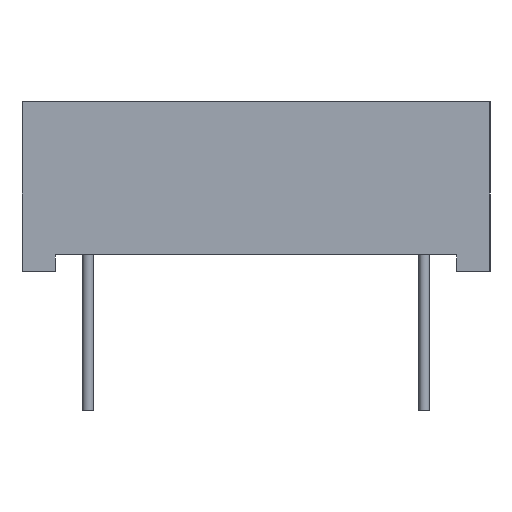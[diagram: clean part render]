
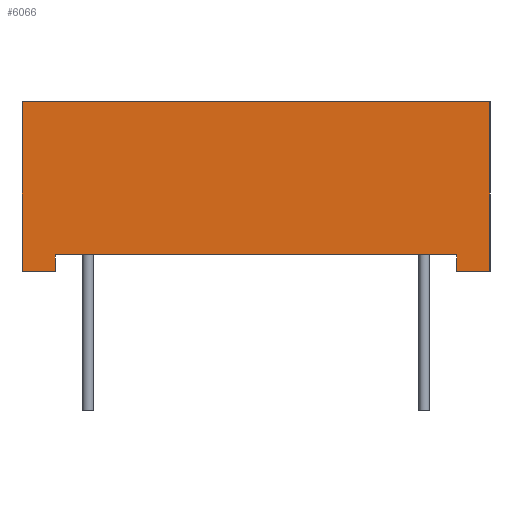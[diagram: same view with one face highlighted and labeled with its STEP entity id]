
A CAD part, left-side view. The second image highlights one B-rep face of the part: STEP entity #6066.
In plain terms, the highlighted planar face has unit normal (-1, 0, 0).
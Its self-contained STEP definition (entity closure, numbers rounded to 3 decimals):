
#44 = VERTEX_POINT('',#45);
#45 = CARTESIAN_POINT('',(-6.25,10.6,0.));
#54 = PLANE('',#55);
#55 = AXIS2_PLACEMENT_3D('',#56,#57,#58);
#56 = CARTESIAN_POINT('',(-6.25,10.6,0.));
#57 = DIRECTION('',(0.,1.,0.));
#58 = DIRECTION('',(1.,0.,0.));
#66 = PLANE('',#67);
#67 = AXIS2_PLACEMENT_3D('',#68,#69,#70);
#68 = CARTESIAN_POINT('',(6.35,0.,0.));
#69 = DIRECTION('',(0.,0.,1.));
#70 = DIRECTION('',(1.,0.,0.));
#78 = EDGE_CURVE('',#44,#79,#81,.T.);
#79 = VERTEX_POINT('',#80);
#80 = CARTESIAN_POINT('',(-6.25,10.6,7.7));
#81 = SURFACE_CURVE('',#82,(#86,#93),.PCURVE_S1.);
#82 = LINE('',#83,#84);
#83 = CARTESIAN_POINT('',(-6.25,10.6,0.));
#84 = VECTOR('',#85,1.);
#85 = DIRECTION('',(0.,0.,1.));
#86 = PCURVE('',#54,#87);
#87 = DEFINITIONAL_REPRESENTATION('',(#88),#92);
#88 = LINE('',#89,#90);
#89 = CARTESIAN_POINT('',(0.,0.));
#90 = VECTOR('',#91,1.);
#91 = DIRECTION('',(0.,-1.));
#92 = ( GEOMETRIC_REPRESENTATION_CONTEXT(2) 
PARAMETRIC_REPRESENTATION_CONTEXT() REPRESENTATION_CONTEXT('2D SPACE',''
  ) );
#93 = PCURVE('',#94,#99);
#94 = PLANE('',#95);
#95 = AXIS2_PLACEMENT_3D('',#96,#97,#98);
#96 = CARTESIAN_POINT('',(-6.25,-10.6,0.));
#97 = DIRECTION('',(-1.,0.,0.));
#98 = DIRECTION('',(0.,1.,0.));
#99 = DEFINITIONAL_REPRESENTATION('',(#100),#104);
#100 = LINE('',#101,#102);
#101 = CARTESIAN_POINT('',(21.2,0.));
#102 = VECTOR('',#103,1.);
#103 = DIRECTION('',(0.,-1.));
#104 = ( GEOMETRIC_REPRESENTATION_CONTEXT(2) 
PARAMETRIC_REPRESENTATION_CONTEXT() REPRESENTATION_CONTEXT('2D SPACE',''
  ) );
#122 = PLANE('',#123);
#123 = AXIS2_PLACEMENT_3D('',#124,#125,#126);
#124 = CARTESIAN_POINT('',(6.35,0.,7.7));
#125 = DIRECTION('',(0.,0.,1.));
#126 = DIRECTION('',(1.,0.,0.));
#234 = PLANE('',#235);
#235 = AXIS2_PLACEMENT_3D('',#236,#237,#238);
#236 = CARTESIAN_POINT('',(6.35,0.,0.75));
#237 = DIRECTION('',(0.,0.,1.));
#238 = DIRECTION('',(1.,0.,0.));
#276 = EDGE_CURVE('',#277,#44,#279,.T.);
#277 = VERTEX_POINT('',#278);
#278 = CARTESIAN_POINT('',(-6.25,9.1,0.));
#279 = SURFACE_CURVE('',#280,(#284,#291),.PCURVE_S1.);
#280 = LINE('',#281,#282);
#281 = CARTESIAN_POINT('',(-6.25,-10.6,0.));
#282 = VECTOR('',#283,1.);
#283 = DIRECTION('',(0.,1.,0.));
#284 = PCURVE('',#66,#285);
#285 = DEFINITIONAL_REPRESENTATION('',(#286),#290);
#286 = LINE('',#287,#288);
#287 = CARTESIAN_POINT('',(-12.6,-10.6));
#288 = VECTOR('',#289,1.);
#289 = DIRECTION('',(0.,1.));
#290 = ( GEOMETRIC_REPRESENTATION_CONTEXT(2) 
PARAMETRIC_REPRESENTATION_CONTEXT() REPRESENTATION_CONTEXT('2D SPACE',''
  ) );
#291 = PCURVE('',#94,#292);
#292 = DEFINITIONAL_REPRESENTATION('',(#293),#297);
#293 = LINE('',#294,#295);
#294 = CARTESIAN_POINT('',(0.,0.));
#295 = VECTOR('',#296,1.);
#296 = DIRECTION('',(1.,0.));
#297 = ( GEOMETRIC_REPRESENTATION_CONTEXT(2) 
PARAMETRIC_REPRESENTATION_CONTEXT() REPRESENTATION_CONTEXT('2D SPACE',''
  ) );
#315 = PLANE('',#316);
#316 = AXIS2_PLACEMENT_3D('',#317,#318,#319);
#317 = CARTESIAN_POINT('',(-5.75,9.1,0.));
#318 = DIRECTION('',(0.,-1.,0.));
#319 = DIRECTION('',(-1.,0.,0.));
#530 = PLANE('',#531);
#531 = AXIS2_PLACEMENT_3D('',#532,#533,#534);
#532 = CARTESIAN_POINT('',(18.95,-10.6,0.));
#533 = DIRECTION('',(0.,-1.,0.));
#534 = DIRECTION('',(-1.,0.,0.));
#831 = VERTEX_POINT('',#832);
#832 = CARTESIAN_POINT('',(-6.25,9.1,0.75));
#853 = EDGE_CURVE('',#831,#854,#856,.T.);
#854 = VERTEX_POINT('',#855);
#855 = CARTESIAN_POINT('',(-6.25,-9.1,0.75));
#856 = SURFACE_CURVE('',#857,(#861,#868),.PCURVE_S1.);
#857 = LINE('',#858,#859);
#858 = CARTESIAN_POINT('',(-6.25,9.1,0.75));
#859 = VECTOR('',#860,1.);
#860 = DIRECTION('',(0.,-1.,0.));
#861 = PCURVE('',#234,#862);
#862 = DEFINITIONAL_REPRESENTATION('',(#863),#867);
#863 = LINE('',#864,#865);
#864 = CARTESIAN_POINT('',(-12.6,9.1));
#865 = VECTOR('',#866,1.);
#866 = DIRECTION('',(0.,-1.));
#867 = ( GEOMETRIC_REPRESENTATION_CONTEXT(2) 
PARAMETRIC_REPRESENTATION_CONTEXT() REPRESENTATION_CONTEXT('2D SPACE',''
  ) );
#868 = PCURVE('',#94,#869);
#869 = DEFINITIONAL_REPRESENTATION('',(#870),#874);
#870 = LINE('',#871,#872);
#871 = CARTESIAN_POINT('',(19.7,-0.75));
#872 = VECTOR('',#873,1.);
#873 = DIRECTION('',(-1.,0.));
#874 = ( GEOMETRIC_REPRESENTATION_CONTEXT(2) 
PARAMETRIC_REPRESENTATION_CONTEXT() REPRESENTATION_CONTEXT('2D SPACE',''
  ) );
#892 = PLANE('',#893);
#893 = AXIS2_PLACEMENT_3D('',#894,#895,#896);
#894 = CARTESIAN_POINT('',(-6.25,-9.1,0.));
#895 = DIRECTION('',(0.,1.,0.));
#896 = DIRECTION('',(1.,0.,0.));
#1200 = EDGE_CURVE('',#1201,#79,#1203,.T.);
#1201 = VERTEX_POINT('',#1202);
#1202 = CARTESIAN_POINT('',(-6.25,-10.6,7.7));
#1203 = SURFACE_CURVE('',#1204,(#1208,#1215),.PCURVE_S1.);
#1204 = LINE('',#1205,#1206);
#1205 = CARTESIAN_POINT('',(-6.25,-10.6,7.7));
#1206 = VECTOR('',#1207,1.);
#1207 = DIRECTION('',(0.,1.,0.));
#1208 = PCURVE('',#122,#1209);
#1209 = DEFINITIONAL_REPRESENTATION('',(#1210),#1214);
#1210 = LINE('',#1211,#1212);
#1211 = CARTESIAN_POINT('',(-12.6,-10.6));
#1212 = VECTOR('',#1213,1.);
#1213 = DIRECTION('',(0.,1.));
#1214 = ( GEOMETRIC_REPRESENTATION_CONTEXT(2) 
PARAMETRIC_REPRESENTATION_CONTEXT() REPRESENTATION_CONTEXT('2D SPACE',''
  ) );
#1215 = PCURVE('',#94,#1216);
#1216 = DEFINITIONAL_REPRESENTATION('',(#1217),#1221);
#1217 = LINE('',#1218,#1219);
#1218 = CARTESIAN_POINT('',(0.,-7.7));
#1219 = VECTOR('',#1220,1.);
#1220 = DIRECTION('',(1.,0.));
#1221 = ( GEOMETRIC_REPRESENTATION_CONTEXT(2) 
PARAMETRIC_REPRESENTATION_CONTEXT() REPRESENTATION_CONTEXT('2D SPACE',''
  ) );
#6066 = ADVANCED_FACE('',(#6067),#94,.T.);
#6067 = FACE_BOUND('',#6068,.T.);
#6068 = EDGE_LOOP('',(#6069,#6099,#6120,#6121,#6122,#6123,#6144,#6145));
#6069 = ORIENTED_EDGE('',*,*,#6070,.F.);
#6070 = EDGE_CURVE('',#6071,#6073,#6075,.T.);
#6071 = VERTEX_POINT('',#6072);
#6072 = CARTESIAN_POINT('',(-6.25,-10.6,0.));
#6073 = VERTEX_POINT('',#6074);
#6074 = CARTESIAN_POINT('',(-6.25,-9.1,0.));
#6075 = SURFACE_CURVE('',#6076,(#6080,#6087),.PCURVE_S1.);
#6076 = LINE('',#6077,#6078);
#6077 = CARTESIAN_POINT('',(-6.25,-10.6,0.));
#6078 = VECTOR('',#6079,1.);
#6079 = DIRECTION('',(0.,1.,0.));
#6080 = PCURVE('',#94,#6081);
#6081 = DEFINITIONAL_REPRESENTATION('',(#6082),#6086);
#6082 = LINE('',#6083,#6084);
#6083 = CARTESIAN_POINT('',(0.,0.));
#6084 = VECTOR('',#6085,1.);
#6085 = DIRECTION('',(1.,0.));
#6086 = ( GEOMETRIC_REPRESENTATION_CONTEXT(2) 
PARAMETRIC_REPRESENTATION_CONTEXT() REPRESENTATION_CONTEXT('2D SPACE',''
  ) );
#6087 = PCURVE('',#6088,#6093);
#6088 = PLANE('',#6089);
#6089 = AXIS2_PLACEMENT_3D('',#6090,#6091,#6092);
#6090 = CARTESIAN_POINT('',(6.35,0.,0.));
#6091 = DIRECTION('',(0.,0.,1.));
#6092 = DIRECTION('',(1.,0.,0.));
#6093 = DEFINITIONAL_REPRESENTATION('',(#6094),#6098);
#6094 = LINE('',#6095,#6096);
#6095 = CARTESIAN_POINT('',(-12.6,-10.6));
#6096 = VECTOR('',#6097,1.);
#6097 = DIRECTION('',(0.,1.));
#6098 = ( GEOMETRIC_REPRESENTATION_CONTEXT(2) 
PARAMETRIC_REPRESENTATION_CONTEXT() REPRESENTATION_CONTEXT('2D SPACE',''
  ) );
#6099 = ORIENTED_EDGE('',*,*,#6100,.T.);
#6100 = EDGE_CURVE('',#6071,#1201,#6101,.T.);
#6101 = SURFACE_CURVE('',#6102,(#6106,#6113),.PCURVE_S1.);
#6102 = LINE('',#6103,#6104);
#6103 = CARTESIAN_POINT('',(-6.25,-10.6,0.));
#6104 = VECTOR('',#6105,1.);
#6105 = DIRECTION('',(0.,0.,1.));
#6106 = PCURVE('',#94,#6107);
#6107 = DEFINITIONAL_REPRESENTATION('',(#6108),#6112);
#6108 = LINE('',#6109,#6110);
#6109 = CARTESIAN_POINT('',(0.,0.));
#6110 = VECTOR('',#6111,1.);
#6111 = DIRECTION('',(0.,-1.));
#6112 = ( GEOMETRIC_REPRESENTATION_CONTEXT(2) 
PARAMETRIC_REPRESENTATION_CONTEXT() REPRESENTATION_CONTEXT('2D SPACE',''
  ) );
#6113 = PCURVE('',#530,#6114);
#6114 = DEFINITIONAL_REPRESENTATION('',(#6115),#6119);
#6115 = LINE('',#6116,#6117);
#6116 = CARTESIAN_POINT('',(25.2,0.));
#6117 = VECTOR('',#6118,1.);
#6118 = DIRECTION('',(0.,-1.));
#6119 = ( GEOMETRIC_REPRESENTATION_CONTEXT(2) 
PARAMETRIC_REPRESENTATION_CONTEXT() REPRESENTATION_CONTEXT('2D SPACE',''
  ) );
#6120 = ORIENTED_EDGE('',*,*,#1200,.T.);
#6121 = ORIENTED_EDGE('',*,*,#78,.F.);
#6122 = ORIENTED_EDGE('',*,*,#276,.F.);
#6123 = ORIENTED_EDGE('',*,*,#6124,.T.);
#6124 = EDGE_CURVE('',#277,#831,#6125,.T.);
#6125 = SURFACE_CURVE('',#6126,(#6130,#6137),.PCURVE_S1.);
#6126 = LINE('',#6127,#6128);
#6127 = CARTESIAN_POINT('',(-6.25,9.1,0.));
#6128 = VECTOR('',#6129,1.);
#6129 = DIRECTION('',(0.,0.,1.));
#6130 = PCURVE('',#94,#6131);
#6131 = DEFINITIONAL_REPRESENTATION('',(#6132),#6136);
#6132 = LINE('',#6133,#6134);
#6133 = CARTESIAN_POINT('',(19.7,0.));
#6134 = VECTOR('',#6135,1.);
#6135 = DIRECTION('',(0.,-1.));
#6136 = ( GEOMETRIC_REPRESENTATION_CONTEXT(2) 
PARAMETRIC_REPRESENTATION_CONTEXT() REPRESENTATION_CONTEXT('2D SPACE',''
  ) );
#6137 = PCURVE('',#315,#6138);
#6138 = DEFINITIONAL_REPRESENTATION('',(#6139),#6143);
#6139 = LINE('',#6140,#6141);
#6140 = CARTESIAN_POINT('',(0.5,0.));
#6141 = VECTOR('',#6142,1.);
#6142 = DIRECTION('',(0.,-1.));
#6143 = ( GEOMETRIC_REPRESENTATION_CONTEXT(2) 
PARAMETRIC_REPRESENTATION_CONTEXT() REPRESENTATION_CONTEXT('2D SPACE',''
  ) );
#6144 = ORIENTED_EDGE('',*,*,#853,.T.);
#6145 = ORIENTED_EDGE('',*,*,#6146,.F.);
#6146 = EDGE_CURVE('',#6073,#854,#6147,.T.);
#6147 = SURFACE_CURVE('',#6148,(#6152,#6159),.PCURVE_S1.);
#6148 = LINE('',#6149,#6150);
#6149 = CARTESIAN_POINT('',(-6.25,-9.1,0.));
#6150 = VECTOR('',#6151,1.);
#6151 = DIRECTION('',(0.,0.,1.));
#6152 = PCURVE('',#94,#6153);
#6153 = DEFINITIONAL_REPRESENTATION('',(#6154),#6158);
#6154 = LINE('',#6155,#6156);
#6155 = CARTESIAN_POINT('',(1.5,0.));
#6156 = VECTOR('',#6157,1.);
#6157 = DIRECTION('',(0.,-1.));
#6158 = ( GEOMETRIC_REPRESENTATION_CONTEXT(2) 
PARAMETRIC_REPRESENTATION_CONTEXT() REPRESENTATION_CONTEXT('2D SPACE',''
  ) );
#6159 = PCURVE('',#892,#6160);
#6160 = DEFINITIONAL_REPRESENTATION('',(#6161),#6165);
#6161 = LINE('',#6162,#6163);
#6162 = CARTESIAN_POINT('',(0.,0.));
#6163 = VECTOR('',#6164,1.);
#6164 = DIRECTION('',(0.,-1.));
#6165 = ( GEOMETRIC_REPRESENTATION_CONTEXT(2) 
PARAMETRIC_REPRESENTATION_CONTEXT() REPRESENTATION_CONTEXT('2D SPACE',''
  ) );
